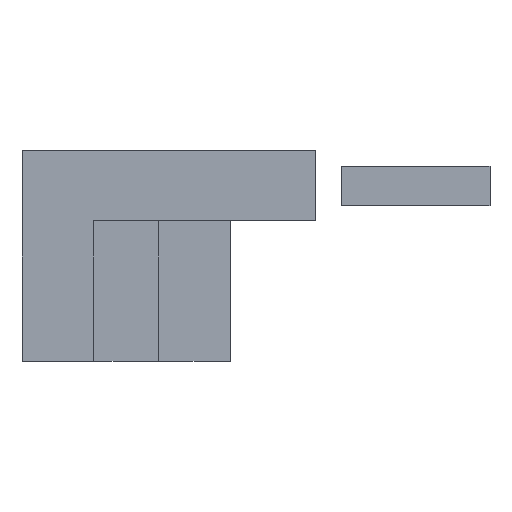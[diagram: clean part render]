
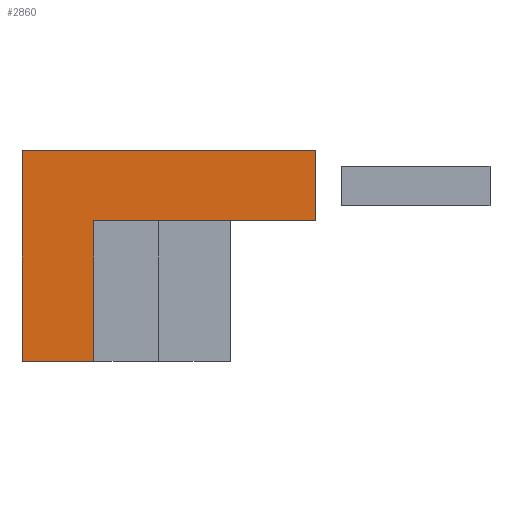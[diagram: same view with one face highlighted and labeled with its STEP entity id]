
A CAD part, left-side view. The second image highlights one B-rep face of the part: STEP entity #2860.
In plain terms, the highlighted planar face has unit normal (-1, 0, 0).
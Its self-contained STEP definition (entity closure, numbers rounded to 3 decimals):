
#2599=CARTESIAN_POINT('',(0.,0.,104.));
#2600=VERTEX_POINT('',#2599);
#2601=CARTESIAN_POINT('',(0.,0.,95.8));
#2602=VERTEX_POINT('',#2601);
#2603=CARTESIAN_POINT('',(0.,0.,104.));
#2604=DIRECTION('',(0.0,0.0,-1.0));
#2605=VECTOR('',#2604,8.2);
#2606=LINE('',#2603,#2605);
#2607=EDGE_CURVE('',#2600,#2602,#2606,.T.);
#2639=CARTESIAN_POINT('',(0.,4.2,95.8));
#2640=VERTEX_POINT('',#2639);
#2641=CARTESIAN_POINT('',(0.,0.,95.8));
#2642=DIRECTION('',(0.0,1.0,0.0));
#2643=VECTOR('',#2642,4.2);
#2644=LINE('',#2641,#2643);
#2645=EDGE_CURVE('',#2602,#2640,#2644,.T.);
#2804=CARTESIAN_POINT('',(0.,-13.,108.1));
#2805=VERTEX_POINT('',#2804);
#2812=CARTESIAN_POINT('',(0.,-13.,104.));
#2813=VERTEX_POINT('',#2812);
#2814=CARTESIAN_POINT('',(0.,-13.,104.));
#2815=DIRECTION('',(0.0,0.0,1.0));
#2816=VECTOR('',#2815,4.1);
#2817=LINE('',#2814,#2816);
#2818=EDGE_CURVE('',#2813,#2805,#2817,.T.);
#2830=CARTESIAN_POINT('',(0.,-13.,104.));
#2831=DIRECTION('',(-1.0,0.0,0.0));
#2832=DIRECTION('',(0.0,0.0,1.0));
#2833=AXIS2_PLACEMENT_3D('',#2830,#2831,#2832);
#2834=PLANE('',#2833);
#2835=CARTESIAN_POINT('',(0.,4.2,108.1));
#2836=VERTEX_POINT('',#2835);
#2837=CARTESIAN_POINT('',(0.,-13.,108.1));
#2838=DIRECTION('',(0.0,1.0,0.0));
#2839=VECTOR('',#2838,17.2);
#2840=LINE('',#2837,#2839);
#2841=EDGE_CURVE('',#2805,#2836,#2840,.T.);
#2842=ORIENTED_EDGE('',*,*,#2841,.T.);
#2843=CARTESIAN_POINT('',(0.,4.2,95.8));
#2844=DIRECTION('',(0.0,0.0,1.0));
#2845=VECTOR('',#2844,12.3);
#2846=LINE('',#2843,#2845);
#2847=EDGE_CURVE('',#2640,#2836,#2846,.T.);
#2848=ORIENTED_EDGE('',*,*,#2847,.F.);
#2849=ORIENTED_EDGE('',*,*,#2645,.F.);
#2850=ORIENTED_EDGE('',*,*,#2607,.F.);
#2851=CARTESIAN_POINT('',(0.,0.,104.));
#2852=DIRECTION('',(0.0,-1.0,0.0));
#2853=VECTOR('',#2852,13.);
#2854=LINE('',#2851,#2853);
#2855=EDGE_CURVE('',#2600,#2813,#2854,.T.);
#2856=ORIENTED_EDGE('',*,*,#2855,.T.);
#2857=ORIENTED_EDGE('',*,*,#2818,.T.);
#2858=EDGE_LOOP('',(#2842,#2848,#2849,#2850,#2856,#2857));
#2859=FACE_OUTER_BOUND('',#2858,.T.);
#2860=ADVANCED_FACE('',(#2859),#2834,.T.);
